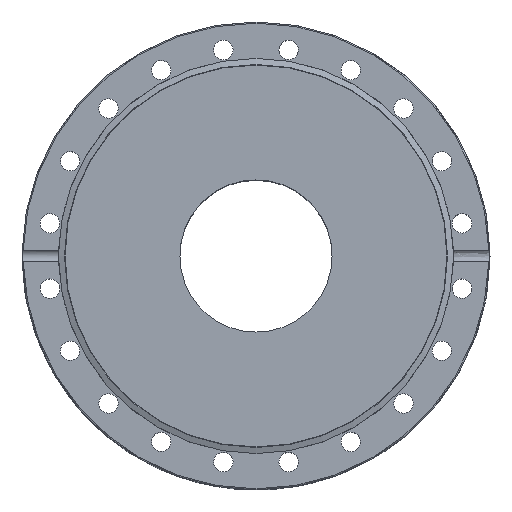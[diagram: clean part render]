
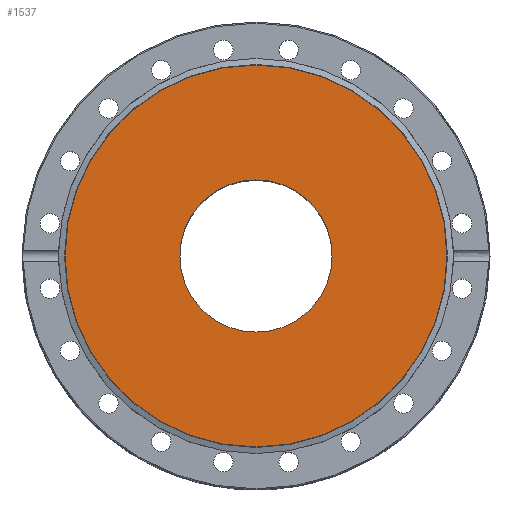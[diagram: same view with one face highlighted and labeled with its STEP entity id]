
A CAD part, top view. The second image highlights one B-rep face of the part: STEP entity #1537.
In plain terms, the highlighted planar face has unit normal (0, 0, 1).
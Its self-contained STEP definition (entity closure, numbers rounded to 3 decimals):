
#112=CARTESIAN_POINT('',(-33.0,0.,20.8));
#113=VERTEX_POINT('',#112);
#114=CARTESIAN_POINT('',(0.0,0.0,20.8));
#115=DIRECTION('',(0.0,0.0,-1.0));
#116=DIRECTION('',(1.0,0.0,0.0));
#117=AXIS2_PLACEMENT_3D('',#114,#115,#116);
#118=CIRCLE('',#117,33.0);
#119=EDGE_CURVE('',#113,#113,#118,.T.);
#1511=CARTESIAN_POINT('',(0.0,-82.832,20.8));
#1512=VERTEX_POINT('',#1511);
#1513=CARTESIAN_POINT('',(0.0,0.,20.8));
#1514=DIRECTION('',(0.0,0.0,-1.0));
#1515=DIRECTION('',(0.0,-1.0,0.0));
#1516=AXIS2_PLACEMENT_3D('',#1513,#1514,#1515);
#1517=CIRCLE('',#1516,82.832);
#1518=EDGE_CURVE('',#1512,#1512,#1517,.T.);
#1526=CARTESIAN_POINT('',(0.0,-41.416,20.8));
#1527=DIRECTION('',(0.0,0.0,-1.0));
#1528=DIRECTION('',(-1.0,0.0,0.0));
#1529=AXIS2_PLACEMENT_3D('',#1526,#1527,#1528);
#1530=PLANE('',#1529);
#1531=ORIENTED_EDGE('',*,*,#1518,.F.);
#1532=EDGE_LOOP('',(#1531));
#1533=FACE_OUTER_BOUND('',#1532,.T.);
#1534=ORIENTED_EDGE('',*,*,#119,.T.);
#1535=EDGE_LOOP('',(#1534));
#1536=FACE_BOUND('',#1535,.T.);
#1537=ADVANCED_FACE('',(#1533,#1536),#1530,.F.);
